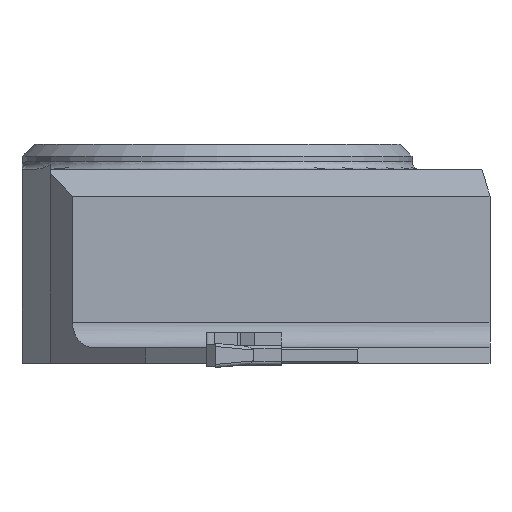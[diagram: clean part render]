
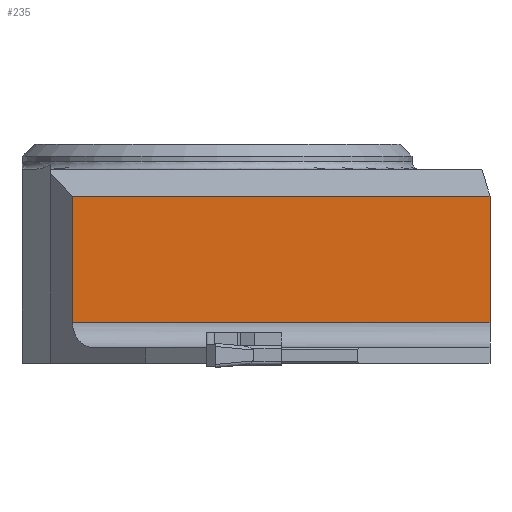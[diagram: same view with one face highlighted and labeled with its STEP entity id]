
A CAD part, left-side view. The second image highlights one B-rep face of the part: STEP entity #235.
In plain terms, the highlighted planar face has unit normal (-1, 0, 0).
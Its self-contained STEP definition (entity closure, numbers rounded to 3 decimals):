
#181=PLANE('',#1653);
#235=ADVANCED_FACE('CL_R_SU3',(#323),#181,.F.);
#323=FACE_OUTER_BOUND('',#400,.T.);
#400=EDGE_LOOP('',(#848,#849,#850,#851));
#503=LINE('',#2254,#646);
#504=LINE('',#2256,#647);
#505=LINE('',#2258,#648);
#506=LINE('',#2260,#649);
#646=VECTOR('',#1816,1.);
#647=VECTOR('',#1819,1.);
#648=VECTOR('',#1820,1.);
#649=VECTOR('',#1821,1.);
#848=ORIENTED_EDGE('',*,*,#1396,.T.);
#849=ORIENTED_EDGE('',*,*,#1397,.T.);
#850=ORIENTED_EDGE('',*,*,#1398,.F.);
#851=ORIENTED_EDGE('',*,*,#1395,.T.);
#1239=VERTEX_POINT('',#2243);
#1244=VERTEX_POINT('',#2253);
#1245=VERTEX_POINT('',#2257);
#1246=VERTEX_POINT('',#2259);
#1395=EDGE_CURVE('',#1239,#1244,#503,.T.);
#1396=EDGE_CURVE('',#1244,#1245,#504,.T.);
#1397=EDGE_CURVE('',#1245,#1246,#505,.T.);
#1398=EDGE_CURVE('',#1239,#1246,#506,.T.);
#1653=AXIS2_PLACEMENT_3D('',#2261,#1822,#1823);
#1816=DIRECTION('',(0.,-1.,0.));
#1819=DIRECTION('',(0.,0.,1.));
#1820=DIRECTION('',(0.,1.,0.));
#1821=DIRECTION('',(0.,0.,1.));
#1822=DIRECTION('',(1.,0.,0.));
#1823=DIRECTION('',(0.,0.,-1.));
#2243=CARTESIAN_POINT('',(-17.25,9.299,-11.15));
#2253=CARTESIAN_POINT('',(-17.25,-17.5,-11.15));
#2254=CARTESIAN_POINT('',(-17.25,-110.,-11.15));
#2256=CARTESIAN_POINT('',(-17.25,-17.5,-50.));
#2257=CARTESIAN_POINT('',(-17.25,-17.5,-3.023));
#2258=CARTESIAN_POINT('',(-17.25,-110.,-3.023));
#2259=CARTESIAN_POINT('',(-17.25,9.299,-3.023));
#2260=CARTESIAN_POINT('',(-17.25,9.299,157.25));
#2261=CARTESIAN_POINT('',(-17.25,-110.,157.25));
